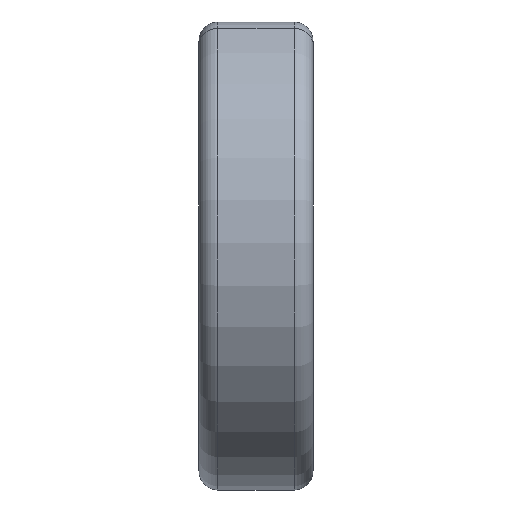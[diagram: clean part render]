
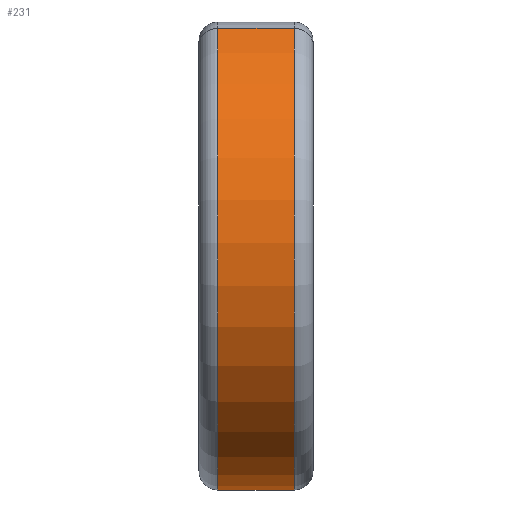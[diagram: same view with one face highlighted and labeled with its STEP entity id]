
A CAD part, left-side view. The second image highlights one B-rep face of the part: STEP entity #231.
In plain terms, the highlighted cylindrical face has radius 6.5 mm (diameter 13 mm), a partial arc.
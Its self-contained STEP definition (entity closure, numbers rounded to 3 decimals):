
#14 = EDGE_CURVE ( 'NONE', #1111, #911, #816, .T. ) ;
#33 = DIRECTION ( 'NONE',  ( 0., -1., 0. ) ) ;
#84 = EDGE_CURVE ( 'NONE', #239, #566, #906, .T. ) ;
#143 = DIRECTION ( 'NONE',  ( 0., 0., 1. ) ) ;
#231 = ADVANCED_FACE ( 'NONE', ( #523 ), #962, .T. ) ;
#233 = VECTOR ( 'NONE', #806, 1000. ) ;
#239 = VERTEX_POINT ( 'NONE', #768 ) ;
#268 = EDGE_LOOP ( 'NONE', ( #353, #637, #698, #1032 ) ) ;
#317 = CARTESIAN_POINT ( 'NONE',  ( 0., 0.5, -6.5 ) ) ;
#321 = CARTESIAN_POINT ( 'NONE',  ( 0., 0.5, 0. ) ) ;
#333 = AXIS2_PLACEMENT_3D ( 'NONE', #1004, #468, #897 ) ;
#353 = ORIENTED_EDGE ( 'NONE', *, *, #14, .T. ) ;
#465 = CIRCLE ( 'NONE', #943, 6.5 ) ;
#468 = DIRECTION ( 'NONE',  ( 0., -1., 0. ) ) ;
#523 = FACE_OUTER_BOUND ( 'NONE', #268, .T. ) ;
#566 = VERTEX_POINT ( 'NONE', #995 ) ;
#595 = DIRECTION ( 'NONE',  ( 0., 1., 0. ) ) ;
#632 = EDGE_CURVE ( 'NONE', #239, #1111, #1066, .T. ) ;
#637 = ORIENTED_EDGE ( 'NONE', *, *, #873, .T. ) ;
#698 = ORIENTED_EDGE ( 'NONE', *, *, #84, .F. ) ;
#768 = CARTESIAN_POINT ( 'NONE',  ( -3.25, 2.5, 5.629 ) ) ;
#806 = DIRECTION ( 'NONE',  ( 0., -1., 0. ) ) ;
#816 = LINE ( 'NONE', #1172, #233 ) ;
#873 = EDGE_CURVE ( 'NONE', #911, #566, #465, .T. ) ;
#897 = DIRECTION ( 'NONE',  ( 0., 0., 1. ) ) ;
#906 = LINE ( 'NONE', #920, #1158 ) ;
#911 = VERTEX_POINT ( 'NONE', #317 ) ;
#920 = CARTESIAN_POINT ( 'NONE',  ( -3.25, 3., 5.629 ) ) ;
#935 = CARTESIAN_POINT ( 'NONE',  ( 0., 3., 0. ) ) ;
#943 = AXIS2_PLACEMENT_3D ( 'NONE', #321, #595, #143 ) ;
#951 = AXIS2_PLACEMENT_3D ( 'NONE', #935, #33, #1026 ) ;
#962 = CYLINDRICAL_SURFACE ( 'NONE', #951, 6.5 ) ;
#995 = CARTESIAN_POINT ( 'NONE',  ( -3.25, 0.5, 5.629 ) ) ;
#1004 = CARTESIAN_POINT ( 'NONE',  ( 0., 2.5, 0. ) ) ;
#1007 = DIRECTION ( 'NONE',  ( 0., -1., 0. ) ) ;
#1026 = DIRECTION ( 'NONE',  ( 0., 0., -1. ) ) ;
#1032 = ORIENTED_EDGE ( 'NONE', *, *, #632, .T. ) ;
#1066 = CIRCLE ( 'NONE', #333, 6.5 ) ;
#1111 = VERTEX_POINT ( 'NONE', #1115 ) ;
#1115 = CARTESIAN_POINT ( 'NONE',  ( 0., 2.5, -6.5 ) ) ;
#1158 = VECTOR ( 'NONE', #1007, 1000. ) ;
#1172 = CARTESIAN_POINT ( 'NONE',  ( 0., 3., -6.5 ) ) ;
